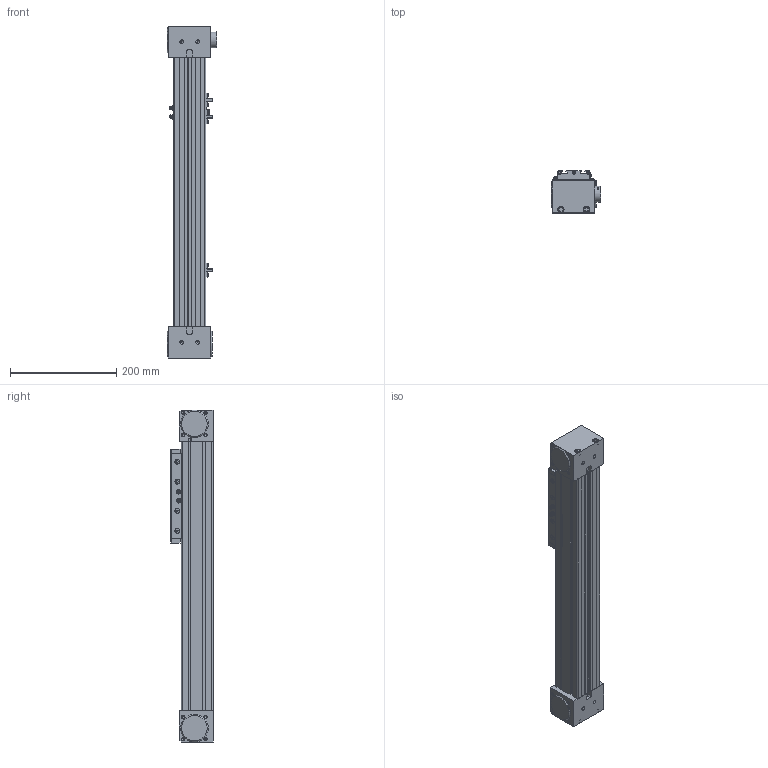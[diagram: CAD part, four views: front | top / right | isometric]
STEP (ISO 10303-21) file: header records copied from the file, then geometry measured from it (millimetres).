
FILE_DESCRIPTION (( 'STEP AP203' ), '1' );
FILE_NAME ('ITO60-D01-300.step', '2019-09-11T02:14:18', ( 'User' ), ( 'China' ), 'SwSTEP 2.0', 'SolidWorks 2016', '' );
FILE_SCHEMA (( 'CONFIG_CONTROL_DESIGN' ));
Length unit declared in the file: millimetre
Products named in the file (9): PART-6003-TO; ITO60-D01-300; PART-6005-TO; PART-6008-TO; PART-6002-TO; PART-6004-TO; PART-6007-TO; PART-6001-TO; PART-6006-TO
Assembly tree (14 placements, depth 2):
  ITO60-D01-300
    PART-6001-TO
    PART-6002-TO  x2
    PART-6003-TO
    PART-6004-TO  x2
    PART-6005-TO
    PART-6008-TO  x3
    PART-6006-TO
    PART-6007-TO  x3
Bounding box: 92.6 x 79 x 624 mm (x, y, z)
Volume: 2276123 mm3; surface area: 402829.2 mm2
Topology: 20 solids, 38 shells, 1379 faces, 3403 edges, 2121 vertices
Faces by surface type: plane 679, cylinder 385, cone 271, torus 40, sphere 4
Entity records: 28818 total; most frequent: CARTESIAN_POINT 5086, DIRECTION 4917, ORIENTED_EDGE 4522, EDGE_CURVE 2269, AXIS2_PLACEMENT_3D 1764, VERTEX_POINT 1441, VECTOR 1389, LINE 1389
